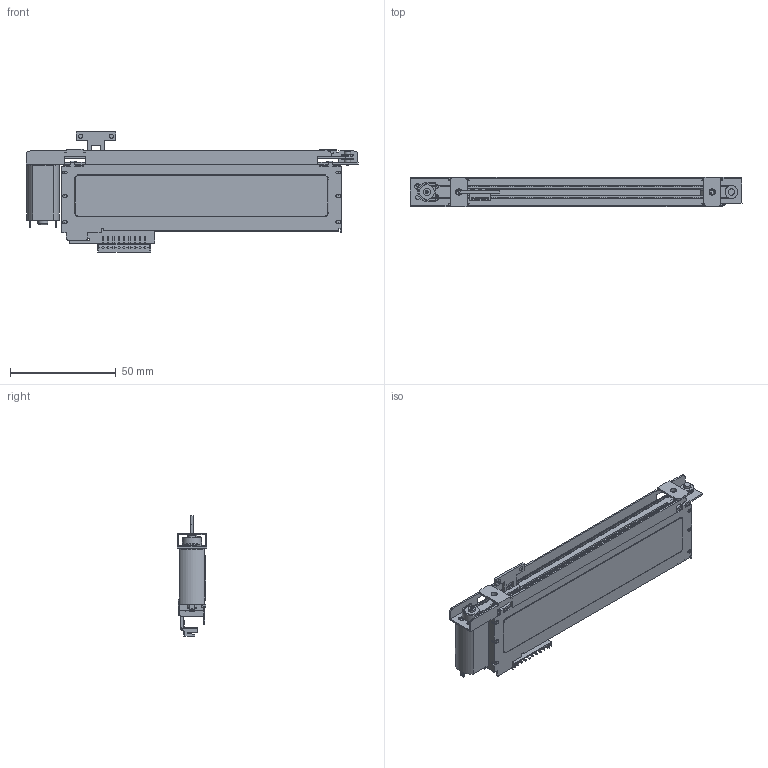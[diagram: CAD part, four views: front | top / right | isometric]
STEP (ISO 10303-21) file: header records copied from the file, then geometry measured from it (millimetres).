
FILE_DESCRIPTION((''),'2;1');
FILE_NAME('PSP01-082A-RC.stp','2019-10-25T15:14:05',('kak13012'),(''),'Autodesk Inventor 2010','Autodesk Inventor 2010','');
FILE_SCHEMA(('AUTOMOTIVE_DESIGN { 1 0 10303 214 1 1 1 1 }'));
Length unit declared in the file: millimetre
Products named in the file (1): PSP01-082A-RC
Bounding box: 157 x 14 x 56.81 mm (x, y, z)
Volume: 23889.6 mm3; surface area: 40403.2 mm2
Topology: 12 solids, 12 shells, 2897 faces, 8611 edges, 5656 vertices
Faces by surface type: plane 1209, bspline 997, cylinder 655, cone 23, torus 13
Full cylindrical faces by diameter (mm): 0.6 x1, 1 x2, 1.2 x2, 1.4 x1, 1.42 x1, 1.45 x1, 1.5 x1, 1.9 x4, 2 x9, 2.97 x6, 3 x10, 3.42 x1, 4 x1, 4.6 x2, 4.7 x2, 4.9 x1, 6 x2, 7 x1
Entity records: 106518 total; most frequent: CARTESIAN_POINT 27648, ORIENTED_EDGE 17054, DIRECTION 14561, EDGE_CURVE 8527, VECTOR 6105, LINE 6105, VERTEX_POINT 5645, AXIS2_PLACEMENT_3D 4228
